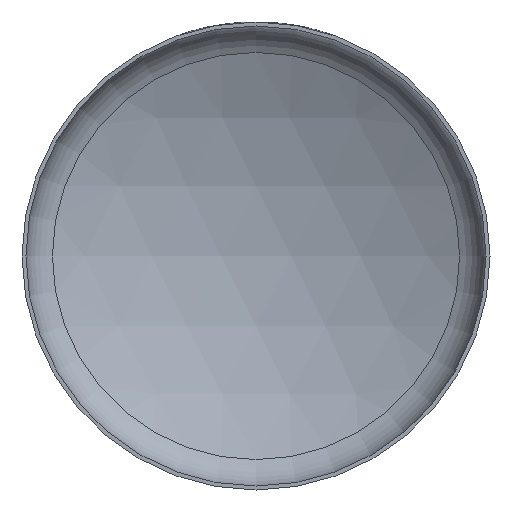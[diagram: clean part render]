
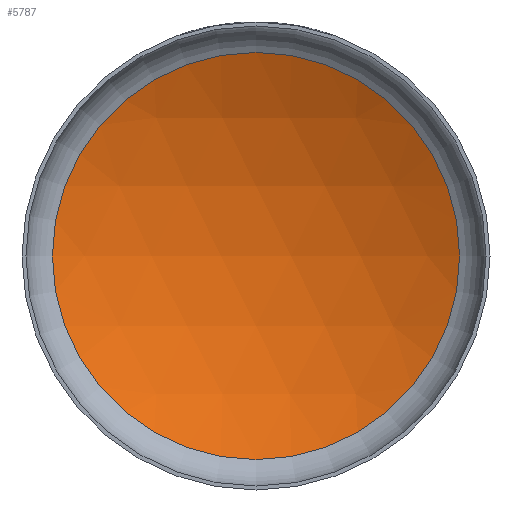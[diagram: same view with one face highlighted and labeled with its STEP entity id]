
A CAD part, front view. The second image highlights one B-rep face of the part: STEP entity #5787.
In plain terms, the highlighted spherical face has radius 355.6 mm.
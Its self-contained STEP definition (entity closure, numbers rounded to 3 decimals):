
#5787 = ADVANCED_FACE ( 'NONE', ( #19343 ), #6406, .F. ) ;
#6406 = SPHERICAL_SURFACE ( 'NONE', #23765, 355.6 ) ;
#7106 = DIRECTION ( 'NONE',  ( 0., 0., -1. ) ) ;
#11215 = AXIS2_PLACEMENT_3D ( 'NONE', #32029, #16981, #7106 ) ;
#12960 = EDGE_CURVE ( 'NONE', #24911, #24911, #25947, .T. ) ;
#13353 = ORIENTED_EDGE ( 'NONE', *, *, #12960, .T. ) ;
#14237 = DIRECTION ( 'NONE',  ( 1., 0., 0. ) ) ;
#16981 = DIRECTION ( 'NONE',  ( 0., -1., 0. ) ) ;
#18804 = EDGE_LOOP ( 'NONE', ( #13353 ) ) ;
#18820 = DIRECTION ( 'NONE',  ( 0., 0., 1. ) ) ;
#19343 = FACE_OUTER_BOUND ( 'NONE', #18804, .T. ) ;
#22728 = CARTESIAN_POINT ( 'NONE',  ( 0., 49.018, -154.711 ) ) ;
#23765 = AXIS2_PLACEMENT_3D ( 'NONE', #26620, #18820, #14237 ) ;
#24911 = VERTEX_POINT ( 'NONE', #22728 ) ;
#25947 = CIRCLE ( 'NONE', #11215, 154.711 ) ;
#26620 = CARTESIAN_POINT ( 'NONE',  ( 0., -271.163, 0. ) ) ;
#32029 = CARTESIAN_POINT ( 'NONE',  ( 0., 49.018, 0. ) ) ;
